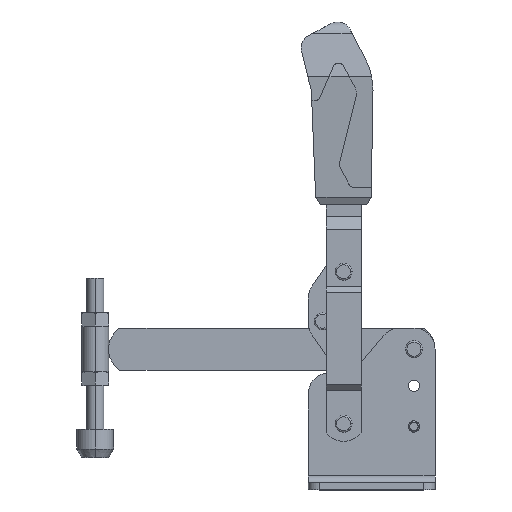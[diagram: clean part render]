
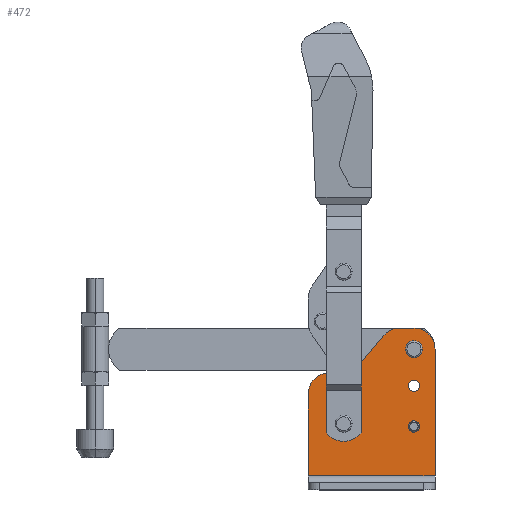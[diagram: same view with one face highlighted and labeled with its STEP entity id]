
A CAD part, top view. The second image highlights one B-rep face of the part: STEP entity #472.
In plain terms, the highlighted planar face has unit normal (0, 0, 1).
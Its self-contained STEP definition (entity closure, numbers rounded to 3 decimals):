
#472=ADVANCED_FACE('NONE',(#1257,#1258,#1259,#1260,#1261),#1262,.T.);
#1257=FACE_OUTER_BOUND('',#2406,.T.);
#1258=FACE_BOUND('',#2407,.T.);
#1259=FACE_BOUND('',#2408,.T.);
#1260=FACE_BOUND('',#2409,.T.);
#1261=FACE_BOUND('',#2410,.T.);
#1262=PLANE('',#2411);
#2406=EDGE_LOOP('',(#3756,#3757,#3758,#3759,#3760,#3761,#3762,#3763,#3764,#3765));
#2407=EDGE_LOOP('',(#3766,#3767));
#2408=EDGE_LOOP('',(#3768,#3769));
#2409=EDGE_LOOP('',(#3770,#3771));
#2410=EDGE_LOOP('',(#3772,#3773));
#2411=AXIS2_PLACEMENT_3D('',#3774,#3775,#3776);
#3756=ORIENTED_EDGE('',*,*,#6744,.F.);
#3757=ORIENTED_EDGE('',*,*,#6729,.T.);
#3758=ORIENTED_EDGE('',*,*,#6741,.T.);
#3759=ORIENTED_EDGE('',*,*,#6739,.F.);
#3760=ORIENTED_EDGE('',*,*,#6745,.F.);
#3761=ORIENTED_EDGE('',*,*,#6746,.T.);
#3762=ORIENTED_EDGE('',*,*,#6747,.F.);
#3763=ORIENTED_EDGE('',*,*,#6748,.T.);
#3764=ORIENTED_EDGE('',*,*,#6749,.T.);
#3765=ORIENTED_EDGE('',*,*,#6750,.T.);
#3766=ORIENTED_EDGE('',*,*,#6751,.T.);
#3767=ORIENTED_EDGE('',*,*,#6592,.T.);
#3768=ORIENTED_EDGE('',*,*,#6629,.T.);
#3769=ORIENTED_EDGE('',*,*,#6752,.T.);
#3770=ORIENTED_EDGE('',*,*,#6614,.T.);
#3771=ORIENTED_EDGE('',*,*,#6753,.T.);
#3772=ORIENTED_EDGE('',*,*,#6718,.T.);
#3773=ORIENTED_EDGE('',*,*,#6637,.T.);
#3774=CARTESIAN_POINT('',(0.0,116.0,10.0));
#3775=DIRECTION('',(0.0,0.0,1.0));
#3776=DIRECTION('',(1.0,-0.0,0.0));
#6592=EDGE_CURVE('NONE',#7854,#7855,#7856,.T.);
#6614=EDGE_CURVE('NONE',#7891,#7889,#7892,.T.);
#6629=EDGE_CURVE('NONE',#7918,#7916,#7919,.T.);
#6637=EDGE_CURVE('NONE',#7931,#7932,#7933,.T.);
#6718=EDGE_CURVE('NONE',#7932,#7931,#8054,.T.);
#6729=EDGE_CURVE('NONE',#8072,#8070,#8073,.T.);
#6739=EDGE_CURVE('NONE',#8089,#8077,#8091,.T.);
#6741=EDGE_CURVE('NONE',#8070,#8077,#8093,.T.);
#6744=EDGE_CURVE('NONE',#8072,#8096,#8097,.T.);
#6745=EDGE_CURVE('NONE',#8098,#8089,#8099,.T.);
#6746=EDGE_CURVE('NONE',#8098,#8100,#8101,.T.);
#6747=EDGE_CURVE('NONE',#8102,#8100,#8103,.T.);
#6748=EDGE_CURVE('NONE',#8102,#8104,#8105,.T.);
#6749=EDGE_CURVE('NONE',#8104,#8106,#8107,.T.);
#6750=EDGE_CURVE('NONE',#8106,#8096,#8108,.T.);
#6751=EDGE_CURVE('NONE',#7855,#7854,#8109,.T.);
#6752=EDGE_CURVE('NONE',#7916,#7918,#8110,.T.);
#6753=EDGE_CURVE('NONE',#7889,#7891,#8111,.T.);
#7854=VERTEX_POINT('NONE',#9652);
#7855=VERTEX_POINT('NONE',#9653);
#7856=CIRCLE('',#9654,4.05);
#7889=VERTEX_POINT('NONE',#9695);
#7891=VERTEX_POINT('NONE',#9698);
#7892=CIRCLE('',#9699,4.0);
#7916=VERTEX_POINT('NONE',#9728);
#7918=VERTEX_POINT('NONE',#9731);
#7919=CIRCLE('',#9732,4.0);
#7931=VERTEX_POINT('NONE',#9745);
#7932=VERTEX_POINT('NONE',#9746);
#7933=CIRCLE('',#9747,6.0);
#8054=CIRCLE('',#9898,6.0);
#8070=VERTEX_POINT('NONE',#9918);
#8072=VERTEX_POINT('NONE',#9920);
#8073=LINE('',#9921,#9922);
#8077=VERTEX_POINT('NONE',#9927);
#8089=VERTEX_POINT('NONE',#9943);
#8091=LINE('',#9946,#9947);
#8093=LINE('',#9949,#9950);
#8096=VERTEX_POINT('NONE',#9954);
#8097=CIRCLE('',#9955,15.0);
#8098=VERTEX_POINT('NONE',#9956);
#8099=CIRCLE('',#9957,15.0);
#8100=VERTEX_POINT('NONE',#9958);
#8101=LINE('',#9959,#9960);
#8102=VERTEX_POINT('NONE',#9961);
#8103=CIRCLE('',#9962,15.0);
#8104=VERTEX_POINT('NONE',#9963);
#8105=LINE('',#9964,#9965);
#8106=VERTEX_POINT('NONE',#9966);
#8107=CIRCLE('',#9967,15.0);
#8108=LINE('',#9968,#9969);
#8109=CIRCLE('',#9970,4.05);
#8110=CIRCLE('',#9971,4.0);
#8111=CIRCLE('',#9972,4.0);
#9652=CARTESIAN_POINT('',(79.05,45.0,10.0));
#9653=CARTESIAN_POINT('',(70.95,45.0,10.0));
#9654=AXIS2_PLACEMENT_3D('',#12938,#12939,#12940);
#9695=CARTESIAN_POINT('',(79.0,74.0,10.0));
#9698=CARTESIAN_POINT('',(71.0,74.0,10.0));
#9699=AXIS2_PLACEMENT_3D('',#12974,#12975,#12976);
#9728=CARTESIAN_POINT('',(29.0,47.0,10.0));
#9731=CARTESIAN_POINT('',(21.0,47.0,10.0));
#9732=AXIS2_PLACEMENT_3D('',#12998,#12999,#13000);
#9745=CARTESIAN_POINT('',(81.0,100.0,10.0));
#9746=CARTESIAN_POINT('',(69.0,100.0,10.0));
#9747=AXIS2_PLACEMENT_3D('',#13014,#13015,#13016);
#9898=AXIS2_PLACEMENT_3D('',#13152,#13153,#13154);
#9918=CARTESIAN_POINT('',(0.0,10.0,10.0));
#9920=CARTESIAN_POINT('',(0.0,68.255,10.0));
#9921=CARTESIAN_POINT('',(0.0,116.0,10.0));
#9922=VECTOR('',#13168,1000.0);
#9927=CARTESIAN_POINT('',(90.0,10.0,10.0));
#9943=CARTESIAN_POINT('',(90.0,100.0,10.0));
#9946=CARTESIAN_POINT('',(90.0,116.0,10.0));
#9947=VECTOR('',#13181,1000.0);
#9949=CARTESIAN_POINT('',(0.0,10.0,10.0));
#9950=VECTOR('',#13182,1000.0);
#9954=CARTESIAN_POINT('',(13.693,83.198,10.0));
#9955=AXIS2_PLACEMENT_3D('',#13184,#13185,#13186);
#9956=CARTESIAN_POINT('',(75.0,115.0,10.0));
#9957=AXIS2_PLACEMENT_3D('',#13187,#13188,#13189);
#9958=CARTESIAN_POINT('',(65.,115.0,10.0));
#9959=CARTESIAN_POINT('',(0.0,115.0,10.0));
#9960=VECTOR('',#13190,1000.0);
#9961=CARTESIAN_POINT('',(53.509,109.642,10.0));
#9962=AXIS2_PLACEMENT_3D('',#13191,#13192,#13193);
#9963=CARTESIAN_POINT('',(36.71,89.622,10.0));
#9964=CARTESIAN_POINT('',(34.531,87.025,10.0));
#9965=VECTOR('',#13194,1000.0);
#9966=CARTESIAN_POINT('',(26.527,84.321,10.0));
#9967=AXIS2_PLACEMENT_3D('',#13195,#13196,#13197);
#9968=CARTESIAN_POINT('',(2.952,82.258,10.0));
#9969=VECTOR('',#13198,1000.0);
#9970=AXIS2_PLACEMENT_3D('',#13199,#13200,#13201);
#9971=AXIS2_PLACEMENT_3D('',#13202,#13203,#13204);
#9972=AXIS2_PLACEMENT_3D('',#13205,#13206,#13207);
#12938=CARTESIAN_POINT('',(75.0,45.0,10.0));
#12939=DIRECTION('',(0.0,0.0,-1.0));
#12940=DIRECTION('',(1.0,0.0,0.0));
#12974=CARTESIAN_POINT('',(75.0,74.0,10.0));
#12975=DIRECTION('',(0.0,0.0,-1.0));
#12976=DIRECTION('',(-1.0,0.0,0.0));
#12998=CARTESIAN_POINT('',(25.0,47.0,10.0));
#12999=DIRECTION('',(0.0,0.0,-1.0));
#13000=DIRECTION('',(-1.0,0.0,0.0));
#13014=CARTESIAN_POINT('',(75.0,100.0,10.0));
#13015=DIRECTION('',(0.0,0.0,-1.0));
#13016=DIRECTION('',(-1.0,0.0,0.0));
#13152=CARTESIAN_POINT('',(75.0,100.0,10.0));
#13153=DIRECTION('',(0.0,0.0,-1.0));
#13154=DIRECTION('',(-1.0,0.0,0.0));
#13168=DIRECTION('',(0.0,-1.0,0.0));
#13181=DIRECTION('',(0.0,-1.0,0.0));
#13182=DIRECTION('',(1.0,0.0,0.0));
#13184=CARTESIAN_POINT('',(15.0,68.255,10.0));
#13185=DIRECTION('',(0.0,0.0,-1.0));
#13186=DIRECTION('',(1.0,0.0,0.0));
#13187=CARTESIAN_POINT('',(75.0,100.0,10.0));
#13188=DIRECTION('',(0.0,0.0,-1.0));
#13189=DIRECTION('',(1.0,0.0,0.0));
#13190=DIRECTION('',(-1.0,0.0,0.0));
#13191=CARTESIAN_POINT('',(65.,100.0,10.0));
#13192=DIRECTION('',(0.0,0.0,-1.0));
#13193=DIRECTION('',(1.0,0.0,0.0));
#13194=DIRECTION('',(-0.643,-0.766,0.0));
#13195=CARTESIAN_POINT('',(25.22,99.264,10.0));
#13196=DIRECTION('',(0.0,0.0,-1.0));
#13197=DIRECTION('',(1.0,0.0,0.0));
#13198=DIRECTION('',(-0.996,-0.087,0.0));
#13199=CARTESIAN_POINT('',(75.0,45.0,10.0));
#13200=DIRECTION('',(0.0,0.0,-1.0));
#13201=DIRECTION('',(1.0,0.0,0.0));
#13202=CARTESIAN_POINT('',(25.0,47.0,10.0));
#13203=DIRECTION('',(0.0,0.0,-1.0));
#13204=DIRECTION('',(-1.0,0.0,0.0));
#13205=CARTESIAN_POINT('',(75.0,74.0,10.0));
#13206=DIRECTION('',(0.0,0.0,-1.0));
#13207=DIRECTION('',(-1.0,0.0,0.0));
